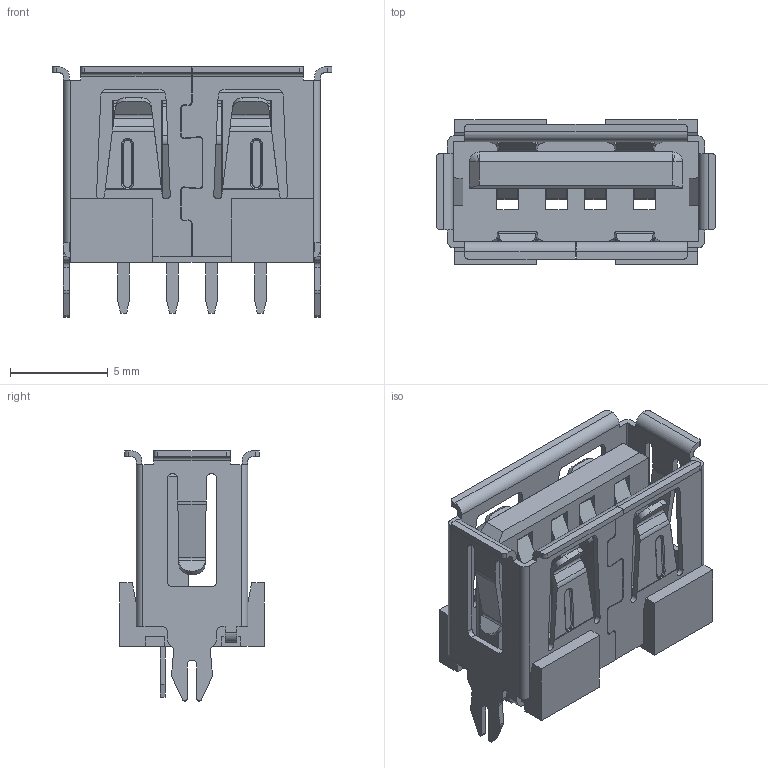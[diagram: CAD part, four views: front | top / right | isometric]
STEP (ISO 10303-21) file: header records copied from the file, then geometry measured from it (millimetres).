
FILE_DESCRIPTION((''),'2;1');
FILE_NAME('FUS267','2021-03-01T',('gongcheng6'),(''),'PRO/ENGINEER BY PARAMETRIC TECHNOLOGY CORPORATION, 2010280','PRO/ENGINEER BY PARAMETRIC TECHNOLOGY CORPORATION, 2010280','');
FILE_SCHEMA(('CONFIG_CONTROL_DESIGN'));
Length unit declared in the file: millimetre
Products named in the file (1): FUS267
Bounding box: 14.3 x 7.4 x 12.8 mm (x, y, z)
Volume: 328 mm3; surface area: 1343 mm2
Topology: 1 solids, 1 shells, 512 faces, 1504 edges, 986 vertices
Faces by surface type: plane 298, cylinder 178, torus 24, bspline 10, cone 2
Entity records: 17386 total; most frequent: CARTESIAN_POINT 3634, ORIENTED_EDGE 3004, DIRECTION 2734, EDGE_CURVE 1502, VECTOR 1074, LINE 1074, VERTEX_POINT 986, AXIS2_PLACEMENT_3D 830
